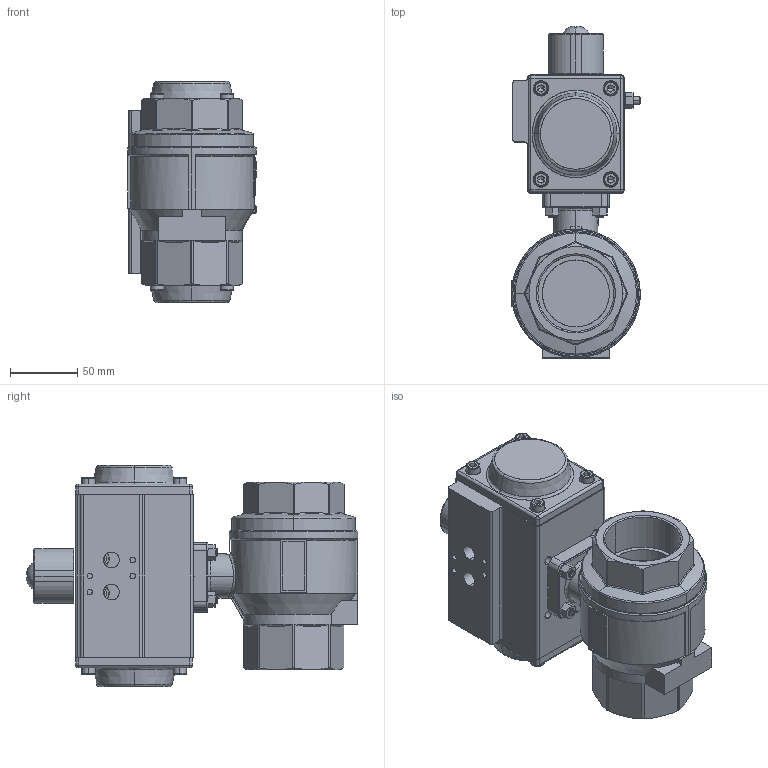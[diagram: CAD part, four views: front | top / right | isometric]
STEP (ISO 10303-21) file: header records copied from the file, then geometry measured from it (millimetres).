
FILE_DESCRIPTION (( 'STEP AP214' ), '1' );
FILE_NAME ('PK02_DN50_doppeltwirkend (PK02000008).STEP', '2022-01-19T14:51:02', ( '' ), ( '' ), 'SwSTEP 2.0', 'SolidWorks 2021', '' );
FILE_SCHEMA (( 'AUTOMOTIVE_DESIGN' ));
Length unit declared in the file: metre
Products named in the file (1): PK02_DN50_doppeltwirkend (PK02000008)
Bounding box: 96.2 x 247.65 x 165 mm (x, y, z)
Surface area: 174723.8 mm2 (no closed solid volume)
Topology: 0 solids, 710 shells, 864 faces, 4046 edges, 3856 vertices
Faces by surface type: plane 326, cylinder 246, bspline 151, cone 139, sphere 2
Entity records: 77135 total; most frequent: CARTESIAN_POINT 38009, DIRECTION 5452, ORIENTED_EDGE 4286, EDGE_CURVE 4020, VERTEX_POINT 3856, AXIS2_PLACEMENT_3D 1822, VECTOR 1808, LINE 1808
